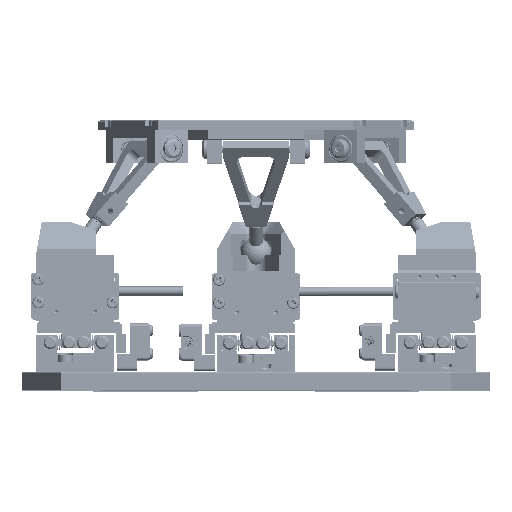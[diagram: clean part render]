
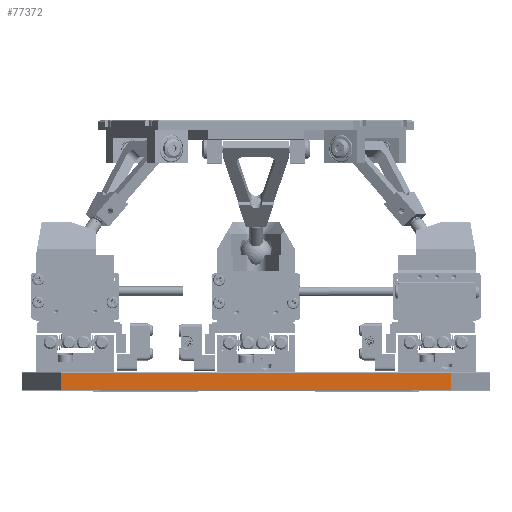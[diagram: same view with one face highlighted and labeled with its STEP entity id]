
A CAD part, top view. The second image highlights one B-rep face of the part: STEP entity #77372.
In plain terms, the highlighted planar face has unit normal (0, 0, 1).
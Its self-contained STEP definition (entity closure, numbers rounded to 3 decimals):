
#2450 = CARTESIAN_POINT ( 'NONE',  ( -50., 4.7, 0. ) ) ;
#2769 = CARTESIAN_POINT ( 'NONE',  ( -50., 4.7, 0. ) ) ;
#3121 = DIRECTION ( 'NONE',  ( -1., 0., 0. ) ) ;
#3493 = CARTESIAN_POINT ( 'NONE',  ( 50., 4.7, 0. ) ) ;
#4649 = ORIENTED_EDGE ( 'NONE', *, *, #110057, .F. ) ;
#6825 = CARTESIAN_POINT ( 'NONE',  ( -50., 5., 0. ) ) ;
#7030 = VECTOR ( 'NONE', #84727, 1000. ) ;
#8486 = ORIENTED_EDGE ( 'NONE', *, *, #109054, .F. ) ;
#19809 = EDGE_CURVE ( 'NONE', #66889, #48008, #77191, .T. ) ;
#22014 = VERTEX_POINT ( 'NONE', #79615 ) ;
#31559 = PLANE ( 'NONE',  #86203 ) ;
#39058 = VECTOR ( 'NONE', #108593, 1000. ) ;
#42284 = DIRECTION ( 'NONE',  ( 0., -1., 0. ) ) ;
#44273 = VECTOR ( 'NONE', #60464, 1000. ) ;
#48008 = VERTEX_POINT ( 'NONE', #58375 ) ;
#52754 = VERTEX_POINT ( 'NONE', #3493 ) ;
#53269 = EDGE_CURVE ( 'NONE', #52754, #66889, #54549, .T. ) ;
#54549 = LINE ( 'NONE', #2769, #39058 ) ;
#54650 = ORIENTED_EDGE ( 'NONE', *, *, #19809, .T. ) ;
#58375 = CARTESIAN_POINT ( 'NONE',  ( -50., 0.3, 0. ) ) ;
#59328 = LINE ( 'NONE', #59891, #44273 ) ;
#59891 = CARTESIAN_POINT ( 'NONE',  ( 50., 5., 0. ) ) ;
#60464 = DIRECTION ( 'NONE',  ( 0., -1., 0. ) ) ;
#60924 = VECTOR ( 'NONE', #42284, 1000. ) ;
#66889 = VERTEX_POINT ( 'NONE', #2450 ) ;
#67052 = CARTESIAN_POINT ( 'NONE',  ( -50., 5., 0. ) ) ;
#72999 = EDGE_LOOP ( 'NONE', ( #4649, #104185, #54650, #8486 ) ) ;
#77191 = LINE ( 'NONE', #6825, #60924 ) ;
#77372 = ADVANCED_FACE ( 'NONE', ( #100809 ), #31559, .F. ) ;
#79615 = CARTESIAN_POINT ( 'NONE',  ( 50., 0.3, 0. ) ) ;
#84727 = DIRECTION ( 'NONE',  ( -1., 0., 0. ) ) ;
#86203 = AXIS2_PLACEMENT_3D ( 'NONE', #67052, #108938, #3121 ) ;
#86428 = LINE ( 'NONE', #110852, #7030 ) ;
#100809 = FACE_OUTER_BOUND ( 'NONE', #72999, .T. ) ;
#104185 = ORIENTED_EDGE ( 'NONE', *, *, #53269, .T. ) ;
#108593 = DIRECTION ( 'NONE',  ( -1., 0., 0. ) ) ;
#108938 = DIRECTION ( 'NONE',  ( 0., 0., -1. ) ) ;
#109054 = EDGE_CURVE ( 'NONE', #22014, #48008, #86428, .T. ) ;
#110057 = EDGE_CURVE ( 'NONE', #52754, #22014, #59328, .T. ) ;
#110852 = CARTESIAN_POINT ( 'NONE',  ( -50., 0.3, 0. ) ) ;
